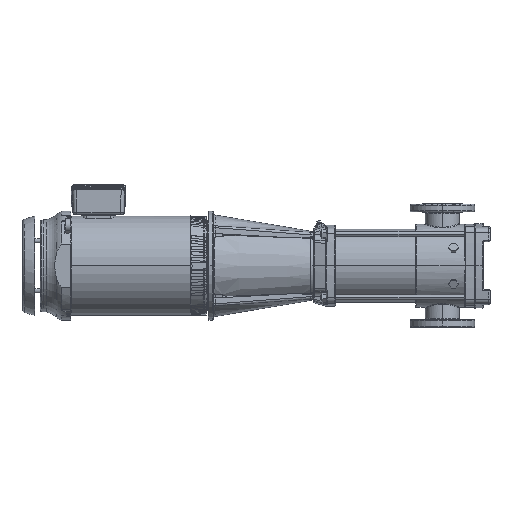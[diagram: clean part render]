
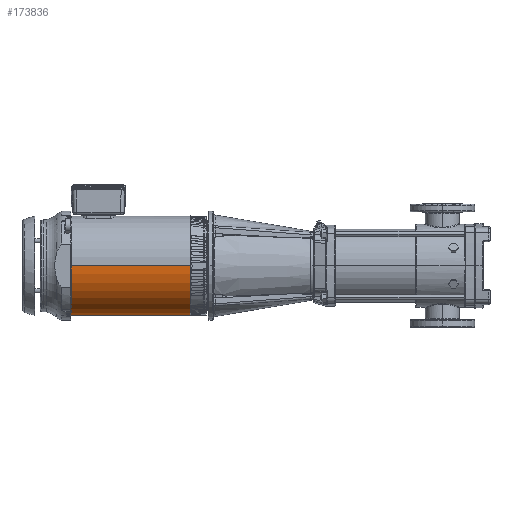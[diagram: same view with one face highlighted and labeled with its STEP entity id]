
A CAD part, left-side view. The second image highlights one B-rep face of the part: STEP entity #173836.
In plain terms, the highlighted cylindrical face has radius 146.3 mm (diameter 292.6 mm), a partial arc.
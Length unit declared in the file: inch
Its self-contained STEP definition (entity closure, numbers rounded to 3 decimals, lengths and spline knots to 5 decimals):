
#722 = CARTESIAN_POINT ( 'NONE',  ( -6.93259, -0.21413, -5.75984 ) ) ;
#5411 = FACE_OUTER_BOUND ( 'NONE', #161367, .T. ) ;
#15300 = AXIS2_PLACEMENT_3D ( 'NONE', #158959, #92632, #72809 ) ;
#15719 = ORIENTED_EDGE ( 'NONE', *, *, #42595, .F. ) ;
#23460 = CARTESIAN_POINT ( 'NONE',  ( 44.93089, -5.97397, 0. ) ) ;
#42595 = EDGE_CURVE ( 'NONE', #116413, #138910, #124179, .T. ) ;
#56900 = CARTESIAN_POINT ( 'NONE',  ( -6.93259, -0.21413, 0. ) ) ;
#57848 = CARTESIAN_POINT ( 'NONE',  ( 6.84694, -5.97397, 0. ) ) ;
#59292 = CARTESIAN_POINT ( 'NONE',  ( -6.93259, -5.97397, 0. ) ) ;
#72709 = CIRCLE ( 'NONE', #97461, 5.75984 ) ;
#72809 = DIRECTION ( 'NONE',  ( 0., 0., 1. ) ) ;
#76516 = VECTOR ( 'NONE', #108675, 39.37008 ) ;
#84295 = ORIENTED_EDGE ( 'NONE', *, *, #116097, .F. ) ;
#92632 = DIRECTION ( 'NONE',  ( -1., 0., 0. ) ) ;
#97461 = AXIS2_PLACEMENT_3D ( 'NONE', #173084, #137724, #121130 ) ;
#103065 = LINE ( 'NONE', #23460, #104198 ) ;
#103674 = EDGE_CURVE ( 'NONE', #189416, #184814, #103065, .T. ) ;
#104198 = VECTOR ( 'NONE', #172652, 39.37008 ) ;
#107644 = DIRECTION ( 'NONE',  ( 0., -1., 0. ) ) ;
#108675 = DIRECTION ( 'NONE',  ( -1., 0., 0. ) ) ;
#111762 = CARTESIAN_POINT ( 'NONE',  ( 6.84694, -0.21413, -5.75984 ) ) ;
#114532 = EDGE_CURVE ( 'NONE', #116413, #184814, #72709, .T. ) ;
#116097 = EDGE_CURVE ( 'NONE', #138910, #189416, #178889, .T. ) ;
#116413 = VERTEX_POINT ( 'NONE', #111762 ) ;
#121130 = DIRECTION ( 'NONE',  ( 0., -1., 0. ) ) ;
#124179 = LINE ( 'NONE', #191635, #76516 ) ;
#137724 = DIRECTION ( 'NONE',  ( -1., 0., 0. ) ) ;
#138668 = DIRECTION ( 'NONE',  ( -1., 0., 0. ) ) ;
#138910 = VERTEX_POINT ( 'NONE', #722 ) ;
#142368 = CYLINDRICAL_SURFACE ( 'NONE', #15300, 5.75984 ) ;
#158959 = CARTESIAN_POINT ( 'NONE',  ( 44.93089, -0.21413, 0. ) ) ;
#161367 = EDGE_LOOP ( 'NONE', ( #15719, #169896, #208800, #84295 ) ) ;
#169896 = ORIENTED_EDGE ( 'NONE', *, *, #114532, .T. ) ;
#172652 = DIRECTION ( 'NONE',  ( 1., 0., 0. ) ) ;
#173084 = CARTESIAN_POINT ( 'NONE',  ( 6.84694, -0.21413, 0. ) ) ;
#173836 = ADVANCED_FACE ( 'NONE', ( #5411 ), #142368, .T. ) ;
#178889 = CIRCLE ( 'NONE', #207119, 5.75984 ) ;
#184814 = VERTEX_POINT ( 'NONE', #57848 ) ;
#189416 = VERTEX_POINT ( 'NONE', #59292 ) ;
#191635 = CARTESIAN_POINT ( 'NONE',  ( 44.93089, -0.21413, -5.75984 ) ) ;
#207119 = AXIS2_PLACEMENT_3D ( 'NONE', #56900, #138668, #107644 ) ;
#208800 = ORIENTED_EDGE ( 'NONE', *, *, #103674, .F. ) ;
